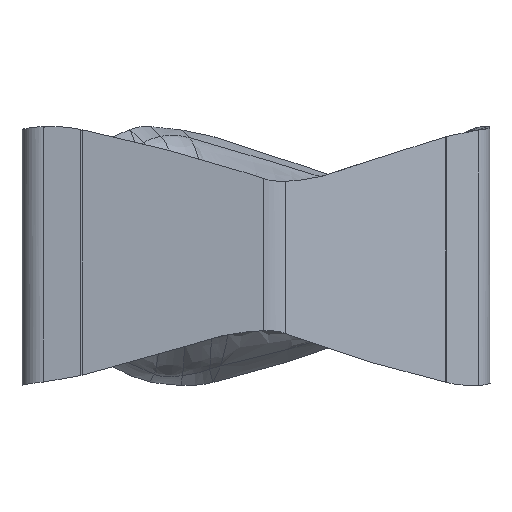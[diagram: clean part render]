
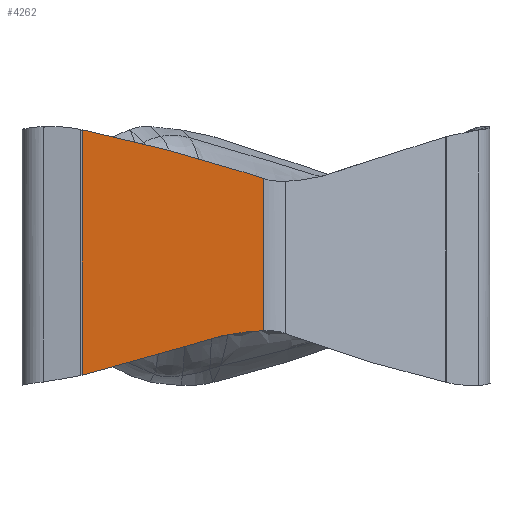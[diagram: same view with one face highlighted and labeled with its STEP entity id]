
A CAD part, front view. The second image highlights one B-rep face of the part: STEP entity #4262.
In plain terms, the highlighted planar face has unit normal (-0.032, -1, 0).
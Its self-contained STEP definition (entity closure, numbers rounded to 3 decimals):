
#371=DIRECTION('',(0.,0.,1.));
#372=VECTOR('',#371,8.522);
#373=CARTESIAN_POINT('',(-5.04,-6.842,
-1.639));
#374=LINE('',#373,#372);
#375=CARTESIAN_POINT('',(-5.04,-6.842,6.883));
#376=CARTESIAN_POINT('',(-4.952,-6.845,6.864));
#377=CARTESIAN_POINT('',(-4.764,-6.851,6.824));
#378=CARTESIAN_POINT('',(-4.467,-6.861,6.76));
#379=CARTESIAN_POINT('',(-4.109,-6.872,6.68));
#380=CARTESIAN_POINT('',(-3.821,-6.881,6.614));
#381=CARTESIAN_POINT('',(-3.524,-6.891,6.545));
#382=CARTESIAN_POINT('',(-3.171,-6.902,6.461));
#383=CARTESIAN_POINT('',(-2.837,-6.913,6.379));
#384=CARTESIAN_POINT('',(-2.512,-6.923,6.297));
#385=CARTESIAN_POINT('',(-2.147,-6.935,6.204));
#386=CARTESIAN_POINT('',(-1.706,-6.949,6.087));
#387=CARTESIAN_POINT('',(-1.367,-6.96,5.994));
#388=CARTESIAN_POINT('',(-0.978,-6.972,
5.886));
#389=CARTESIAN_POINT('',(-0.532,-6.987,
5.757));
#390=CARTESIAN_POINT('',(-0.169,-6.998,
5.649));
#391=CARTESIAN_POINT('',(0.269,-7.012,5.514));
#392=CARTESIAN_POINT('',(0.591,-7.022,5.412));
#393=CARTESIAN_POINT('',(0.76,-7.028,5.357));
#395=CARTESIAN_POINT('',(0.76,-7.028,5.357));
#396=CARTESIAN_POINT('',(0.821,-7.03,5.337));
#397=CARTESIAN_POINT('',(0.938,-7.034,5.299));
#398=CARTESIAN_POINT('',(1.106,-7.039,5.243));
#399=CARTESIAN_POINT('',(1.213,-7.042,5.206));
#400=CARTESIAN_POINT('',(1.266,-7.044,5.189));
#402=CARTESIAN_POINT('',(1.266,-7.044,
-0.097));
#403=CARTESIAN_POINT('',(1.211,-7.042,
-0.098));
#404=CARTESIAN_POINT('',(1.1,-7.039,
-0.1));
#405=CARTESIAN_POINT('',(0.933,-7.033,
-0.108));
#406=CARTESIAN_POINT('',(0.822,-7.03,
-0.116));
#407=CARTESIAN_POINT('',(0.767,-7.028,
-0.121));
#409=CARTESIAN_POINT('',(0.767,-7.028,
-0.121));
#410=CARTESIAN_POINT('',(0.666,-7.025,
-0.13));
#411=CARTESIAN_POINT('',(0.466,-7.018,
-0.151));
#412=CARTESIAN_POINT('',(0.166,-7.009,
-0.197));
#413=CARTESIAN_POINT('',(-0.132,-6.999,
-0.256));
#414=CARTESIAN_POINT('',(-0.423,-6.99,
-0.327));
#415=CARTESIAN_POINT('',(-0.711,-6.981,
-0.412));
#416=CARTESIAN_POINT('',(-1.03,-6.971,
-0.511));
#417=CARTESIAN_POINT('',(-1.38,-6.959,
-0.616));
#418=CARTESIAN_POINT('',(-1.764,-6.947,
-0.731));
#419=CARTESIAN_POINT('',(-2.186,-6.934,
-0.855));
#420=CARTESIAN_POINT('',(-2.651,-6.919,
-0.989));
#421=CARTESIAN_POINT('',(-3.165,-6.902,
-1.134));
#422=CARTESIAN_POINT('',(-3.73,-6.884,
-1.291));
#423=CARTESIAN_POINT('',(-4.375,-6.863,
-1.465));
#424=CARTESIAN_POINT('',(-4.815,-6.849,
-1.58));
#425=CARTESIAN_POINT('',(-5.04,-6.842,
-1.639));
#586=DIRECTION('',(0.,0.,1.));
#587=VECTOR('',#586,5.286);
#588=CARTESIAN_POINT('',(1.266,-7.044,
-0.097));
#589=LINE('',#588,#587);
#3243=VERTEX_POINT('',#395);
#3244=VERTEX_POINT('',#400);
#3248=CARTESIAN_POINT('',(-5.04,-6.842,
-1.639));
#3249=CARTESIAN_POINT('',(-5.04,-6.842,
6.883));
#3250=VERTEX_POINT('',#3248);
#3251=VERTEX_POINT('',#3249);
#3252=CARTESIAN_POINT('',(1.266,-7.044,
-0.097));
#3253=VERTEX_POINT('',#3252);
#3254=VERTEX_POINT('',#407);
#4244=CARTESIAN_POINT('',(-5.067,-6.841,
-7.573));
#4245=DIRECTION('',(-0.032,-0.999,0.));
#4246=DIRECTION('',(0.999,-0.032,0.));
#4247=AXIS2_PLACEMENT_3D('',#4244,#4245,#4246);
#4248=PLANE('',#4247);
#4250=ORIENTED_EDGE('',*,*,#4249,.T.);
#4252=ORIENTED_EDGE('',*,*,#4251,.T.);
#4253=ORIENTED_EDGE('',*,*,#4223,.T.);
#4255=ORIENTED_EDGE('',*,*,#4254,.F.);
#4257=ORIENTED_EDGE('',*,*,#4256,.T.);
#4259=ORIENTED_EDGE('',*,*,#4258,.T.);
#4260=EDGE_LOOP('',(#4250,#4252,#4253,#4255,#4257,#4259));
#4261=FACE_OUTER_BOUND('',#4260,.F.);
#394=B_SPLINE_CURVE_WITH_KNOTS('',3,(#375,#376,#377,#378,#379,#380,#381,#382,
#383,#384,#385,#386,#387,#388,#389,#390,#391,#392,#393),.UNSPECIFIED.,.F.,.F.,
(4,1,1,1,1,1,1,1,1,1,1,1,1,1,1,1,4),(0.,0.063,0.125,0.188,0.25,
0.313,0.375,0.438,0.5,0.563,0.625,0.688,0.75,0.813,
0.875,0.938,1.),.UNSPECIFIED.);
#401=B_SPLINE_CURVE_WITH_KNOTS('',3,(#395,#396,#397,#398,#399,#400),
.UNSPECIFIED.,.F.,.F.,(4,1,1,4),(0.,0.333,0.667,1.),
.UNSPECIFIED.);
#408=B_SPLINE_CURVE_WITH_KNOTS('',3,(#402,#403,#404,#405,#406,#407),
.UNSPECIFIED.,.F.,.F.,(4,1,1,4),(0.,0.333,0.667,1.),
.UNSPECIFIED.);
#426=B_SPLINE_CURVE_WITH_KNOTS('',3,(#409,#410,#411,#412,#413,#414,#415,#416,
#417,#418,#419,#420,#421,#422,#423,#424,#425),.UNSPECIFIED.,.F.,.F.,(4,1,1,1,1,
1,1,1,1,1,1,1,1,1,4),(0.,0.071,0.143,
0.214,0.286,0.357,0.429,0.5,
0.571,0.643,0.714,0.786,
0.857,0.929,1.),.UNSPECIFIED.);
#4223=EDGE_CURVE('',#3243,#3244,#401,.T.);
#4249=EDGE_CURVE('',#3250,#3251,#374,.T.);
#4251=EDGE_CURVE('',#3251,#3243,#394,.T.);
#4254=EDGE_CURVE('',#3253,#3244,#589,.T.);
#4256=EDGE_CURVE('',#3253,#3254,#408,.T.);
#4258=EDGE_CURVE('',#3254,#3250,#426,.T.);
#4262=ADVANCED_FACE('',(#4261),#4248,.T.);
